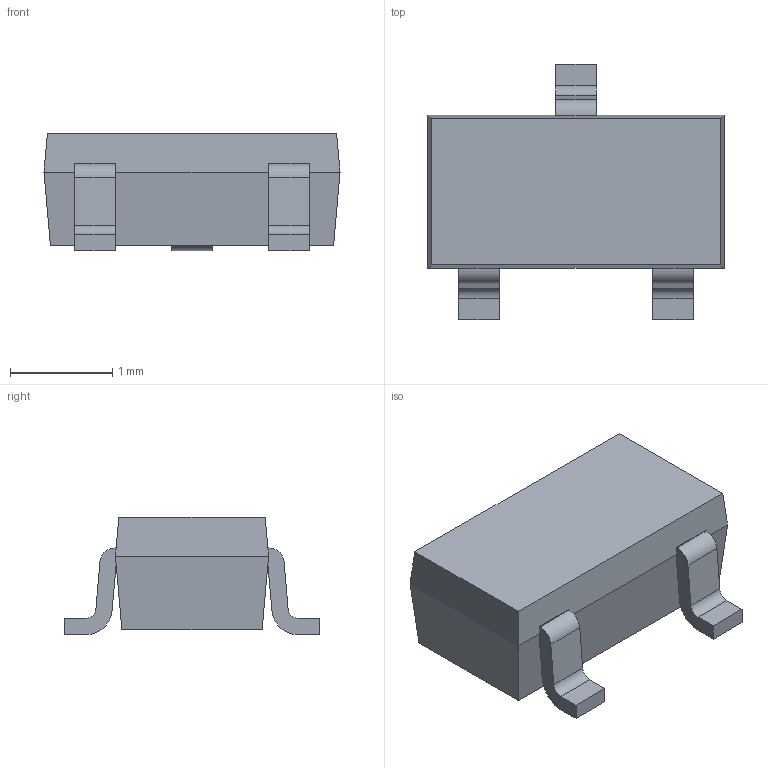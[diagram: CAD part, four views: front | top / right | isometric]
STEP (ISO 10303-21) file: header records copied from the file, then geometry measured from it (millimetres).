
FILE_DESCRIPTION (( 'STEP AP214' ), '1' );
FILE_NAME ('S-Mini-ZKN.STEP', '2023-03-26T05:09:07', ( '' ), ( '' ), 'SwSTEP 2.0', 'SolidWorks 2021', '' );
FILE_SCHEMA (( 'AUTOMOTIVE_DESIGN' ));
Length unit declared in the file: millimetre
Products named in the file (1): S-Mini-ZKN
Bounding box: 2.9 x 2.5 x 1.15 mm (x, y, z)
Volume: 4.7 mm3; surface area: 21.3 mm2
Topology: 4 solids, 4 shells, 49 faces, 119 edges, 78 vertices
Faces by surface type: plane 40, cylinder 9
Entity records: 1480 total; most frequent: CARTESIAN_POINT 247, ORIENTED_EDGE 238, DIRECTION 237, EDGE_CURVE 119, VECTOR 101, LINE 101, VERTEX_POINT 78, AXIS2_PLACEMENT_3D 68
